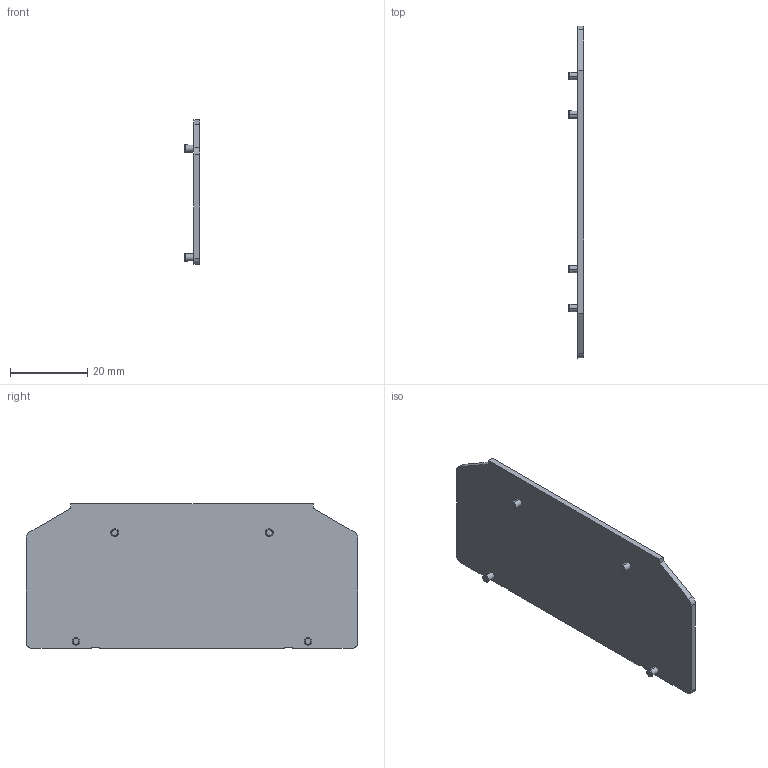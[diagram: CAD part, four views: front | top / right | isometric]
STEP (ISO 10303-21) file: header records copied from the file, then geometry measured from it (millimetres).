
FILE_DESCRIPTION(('CATIA V5 STEP Exchange','CAx-IF Rec.Pracs.--- Model Styling and Organization---1.4--- 2014-01-23'),'2;1');
FILE_NAME ('D1463457_0', '2020-07-22T11:32:46+00:00', ('none'), ('Weidmueller'), 'CATIA Version 5-6 Release 2016 SP3 HF44', 'CATIA V5 STEP AP214', 'none');
FILE_SCHEMA(('AUTOMOTIVE_DESIGN { 1 0 10303 214 1 1 1 1 }'));
Length unit declared in the file: millimetre
Products named in the file (1): 2615020000
Bounding box: 4 x 86.1 x 37.5 mm (x, y, z)
Volume: 4709.3 mm3; surface area: 6656.4 mm2
Topology: 1 solids, 1 shells, 54 faces, 128 edges, 80 vertices
Faces by surface type: plane 18, torus 16, cylinder 12, cone 8
Entity records: 1616 total; most frequent: CARTESIAN_POINT 286, ORIENTED_EDGE 256, DIRECTION 236, EDGE_CURVE 128, AXIS2_PLACEMENT_3D 126, VERTEX_POINT 80, CIRCLE 70, EDGE_LOOP 58
